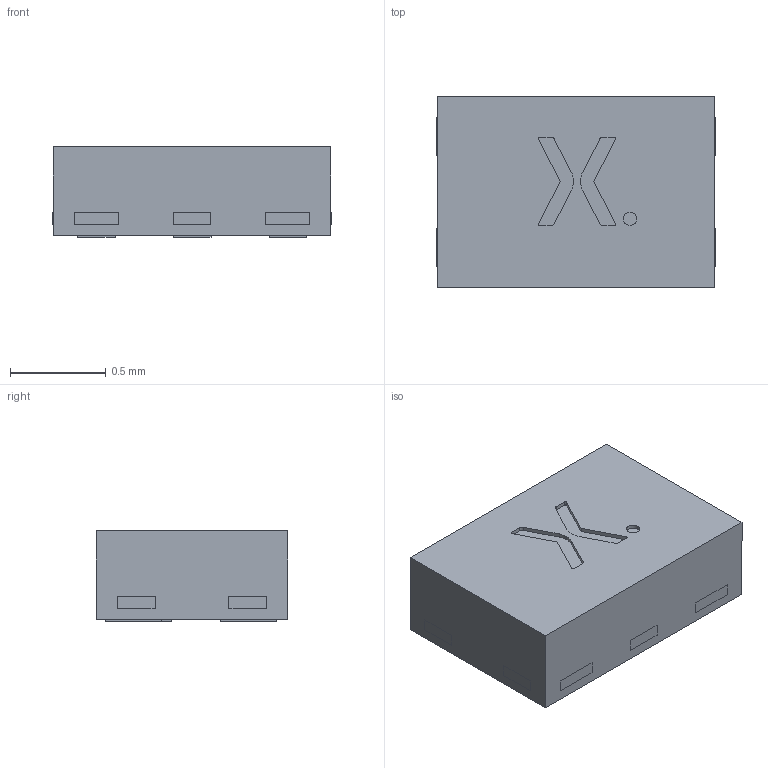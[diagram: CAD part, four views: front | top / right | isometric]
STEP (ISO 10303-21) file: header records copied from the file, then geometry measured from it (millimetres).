
FILE_DESCRIPTION(('STEP AP242'),'1');
FILE_NAME('SOT886.stp','2023-07-23T15:45:38',(' '),(' '),'Spatial InterOp 3D',' ',' ');
FILE_SCHEMA(('AP242_MANAGED_MODEL_BASED_3D_ENGINEERING_MIM_LF {1 0 10303 442 1 1 4}'));
Length unit declared in the file: metre
Products named in the file (4): SOT886; SOT886 LF; SOT886 Mold Body
Assembly tree (3 placements, depth 3):
  SOT886
    SOT886
      SOT886 LF
      SOT886 Mold Body
Bounding box: 1.45 x 1 x 0.47 mm (x, y, z)
Volume: 0.7 mm3; surface area: 7.1 mm2
Topology: 7 solids, 7 shells, 116 faces, 285 edges, 186 vertices
Faces by surface type: plane 94, cylinder 22
Entity records: 4446 total; most frequent: CARTESIAN_POINT 592, DIRECTION 571, ORIENTED_EDGE 570, EDGE_CURVE 285, LINE 241, VECTOR 241, VERTEX_POINT 186, AXIS2_PLACEMENT_3D 165
